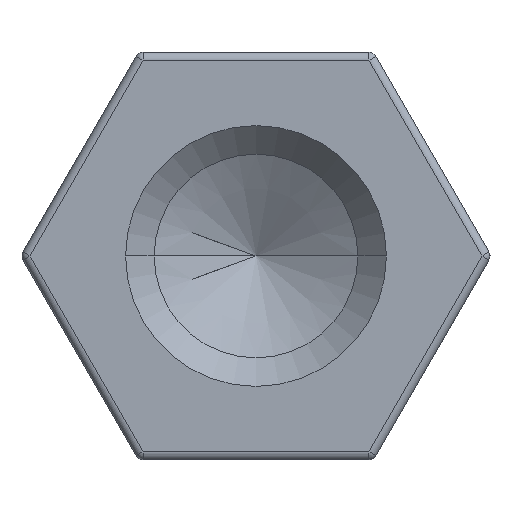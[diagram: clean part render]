
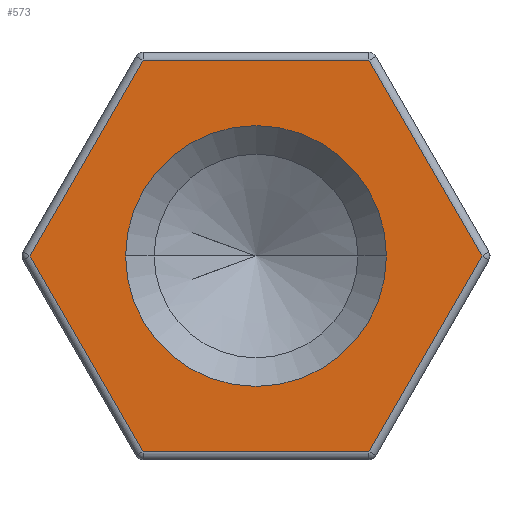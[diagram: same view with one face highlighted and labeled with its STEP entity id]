
A CAD part, left-side view. The second image highlights one B-rep face of the part: STEP entity #573.
In plain terms, the highlighted planar face has unit normal (-1, 0, 0).
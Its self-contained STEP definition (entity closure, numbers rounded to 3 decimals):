
#27 = CIRCLE ( 'NONE', #1055, 1.6 ) ;
#28 = AXIS2_PLACEMENT_3D ( 'NONE', #306, #414, #220 ) ;
#35 = EDGE_CURVE ( 'NONE', #1027, #1233, #1147, .T. ) ;
#57 = DIRECTION ( 'NONE',  ( 0., 0.5, 0.866 ) ) ;
#64 = VECTOR ( 'NONE', #1235, 1000. ) ;
#69 = CARTESIAN_POINT ( 'NONE',  ( 0., -2.078, 1.2 ) ) ;
#92 = LINE ( 'NONE', #1260, #1350 ) ;
#99 = LINE ( 'NONE', #1239, #64 ) ;
#111 = DIRECTION ( 'NONE',  ( 0., -0.5, -0.866 ) ) ;
#125 = CARTESIAN_POINT ( 'NONE',  ( 0., 2.078, -1.2 ) ) ;
#139 = EDGE_CURVE ( 'NONE', #869, #679, #268, .T. ) ;
#141 = EDGE_CURVE ( 'NONE', #556, #869, #261, .T. ) ;
#142 = DIRECTION ( 'NONE',  ( 0., 1., 0. ) ) ;
#147 = EDGE_CURVE ( 'NONE', #679, #474, #260, .T. ) ;
#149 = EDGE_CURVE ( 'NONE', #453, #556, #256, .T. ) ;
#156 = EDGE_CURVE ( 'NONE', #1233, #1027, #27, .T. ) ;
#168 = DIRECTION ( 'NONE',  ( 0., 0.5, -0.866 ) ) ;
#194 = CARTESIAN_POINT ( 'NONE',  ( 0., 0., 2.4 ) ) ;
#220 = DIRECTION ( 'NONE',  ( 0., 1., 0. ) ) ;
#254 = VECTOR ( 'NONE', #111, 1000. ) ;
#256 = LINE ( 'NONE', #69, #392 ) ;
#258 = VECTOR ( 'NONE', #142, 1000. ) ;
#260 = LINE ( 'NONE', #125, #254 ) ;
#261 = LINE ( 'NONE', #194, #258 ) ;
#268 = LINE ( 'NONE', #294, #1385 ) ;
#281 = EDGE_CURVE ( 'NONE', #474, #947, #92, .T. ) ;
#285 = EDGE_CURVE ( 'NONE', #947, #453, #99, .T. ) ;
#294 = CARTESIAN_POINT ( 'NONE',  ( 0., 2.078, 1.2 ) ) ;
#306 = CARTESIAN_POINT ( 'NONE',  ( 0., 0., 0. ) ) ;
#392 = VECTOR ( 'NONE', #57, 1000. ) ;
#414 = DIRECTION ( 'NONE',  ( 1., 0., 0. ) ) ;
#421 = CARTESIAN_POINT ( 'NONE',  ( 0., 1.386, 2.4 ) ) ;
#453 = VERTEX_POINT ( 'NONE', #844 ) ;
#461 = ORIENTED_EDGE ( 'NONE', *, *, #281, .T. ) ;
#474 = VERTEX_POINT ( 'NONE', #1185 ) ;
#491 = FACE_OUTER_BOUND ( 'NONE', #1103, .T. ) ;
#515 = ORIENTED_EDGE ( 'NONE', *, *, #141, .T. ) ;
#556 = VERTEX_POINT ( 'NONE', #1057 ) ;
#573 = ADVANCED_FACE ( 'NONE', ( #491, #1187 ), #1179, .F. ) ;
#595 = CARTESIAN_POINT ( 'NONE',  ( 0., -1.6, 0. ) ) ;
#615 = CARTESIAN_POINT ( 'NONE',  ( 0., 1.6, 0. ) ) ;
#679 = VERTEX_POINT ( 'NONE', #825 ) ;
#694 = CARTESIAN_POINT ( 'NONE',  ( 0., -1.386, -2.4 ) ) ;
#695 = ORIENTED_EDGE ( 'NONE', *, *, #285, .T. ) ;
#747 = ORIENTED_EDGE ( 'NONE', *, *, #139, .T. ) ;
#825 = CARTESIAN_POINT ( 'NONE',  ( 0., 2.771, 0. ) ) ;
#844 = CARTESIAN_POINT ( 'NONE',  ( 0., -2.771, 0. ) ) ;
#869 = VERTEX_POINT ( 'NONE', #421 ) ;
#891 = ORIENTED_EDGE ( 'NONE', *, *, #156, .T. ) ;
#931 = ORIENTED_EDGE ( 'NONE', *, *, #147, .T. ) ;
#947 = VERTEX_POINT ( 'NONE', #694 ) ;
#972 = ORIENTED_EDGE ( 'NONE', *, *, #149, .T. ) ;
#1023 = CARTESIAN_POINT ( 'NONE',  ( 0., 0., 0. ) ) ;
#1027 = VERTEX_POINT ( 'NONE', #595 ) ;
#1046 = AXIS2_PLACEMENT_3D ( 'NONE', #1053, #1122, #1120 ) ;
#1053 = CARTESIAN_POINT ( 'NONE',  ( 0., 0., 0. ) ) ;
#1055 = AXIS2_PLACEMENT_3D ( 'NONE', #1023, #1246, #1237 ) ;
#1057 = CARTESIAN_POINT ( 'NONE',  ( 0., -1.386, 2.4 ) ) ;
#1103 = EDGE_LOOP ( 'NONE', ( #972, #515, #747, #931, #461, #695 ) ) ;
#1120 = DIRECTION ( 'NONE',  ( 0., 1., 0. ) ) ;
#1122 = DIRECTION ( 'NONE',  ( 1., 0., 0. ) ) ;
#1131 = ORIENTED_EDGE ( 'NONE', *, *, #35, .T. ) ;
#1147 = CIRCLE ( 'NONE', #28, 1.6 ) ;
#1149 = EDGE_LOOP ( 'NONE', ( #891, #1131 ) ) ;
#1179 = PLANE ( 'NONE',  #1046 ) ;
#1185 = CARTESIAN_POINT ( 'NONE',  ( 0., 1.386, -2.4 ) ) ;
#1187 = FACE_BOUND ( 'NONE', #1149, .T. ) ;
#1231 = DIRECTION ( 'NONE',  ( 0., -1., 0. ) ) ;
#1233 = VERTEX_POINT ( 'NONE', #615 ) ;
#1235 = DIRECTION ( 'NONE',  ( 0., -0.5, 0.866 ) ) ;
#1237 = DIRECTION ( 'NONE',  ( 0., 1., 0. ) ) ;
#1239 = CARTESIAN_POINT ( 'NONE',  ( 0., -2.078, -1.2 ) ) ;
#1246 = DIRECTION ( 'NONE',  ( 1., 0., 0. ) ) ;
#1260 = CARTESIAN_POINT ( 'NONE',  ( 0., 0., -2.4 ) ) ;
#1350 = VECTOR ( 'NONE', #1231, 1000. ) ;
#1385 = VECTOR ( 'NONE', #168, 1000. ) ;
